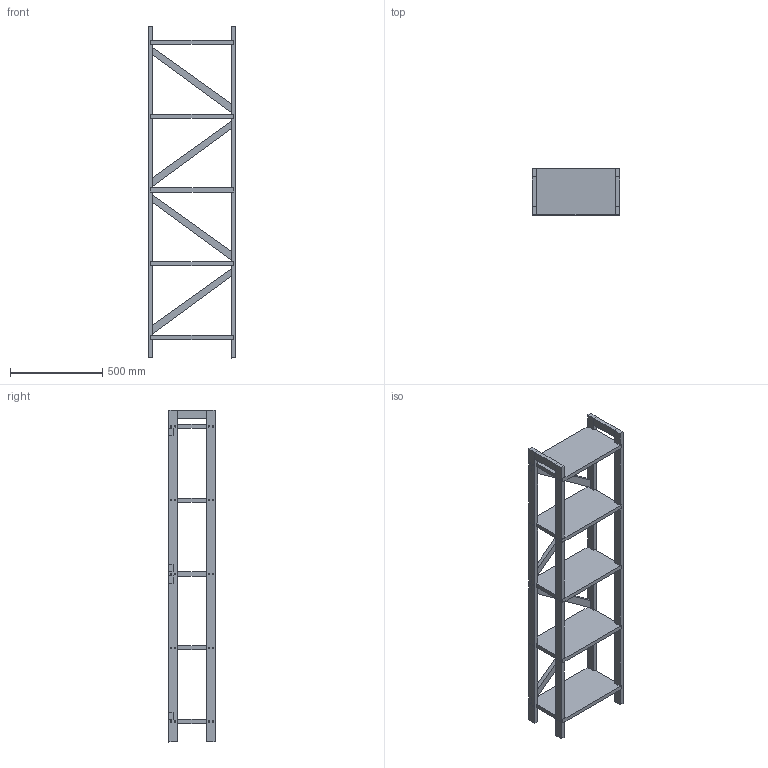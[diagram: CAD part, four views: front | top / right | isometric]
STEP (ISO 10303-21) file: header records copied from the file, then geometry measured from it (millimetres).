
FILE_DESCRIPTION(('FreeCAD Model'),'2;1');
FILE_NAME('Open CASCADE Shape Model','2026-01-30T12:33:30',(''),(''), 'Open CASCADE STEP processor 7.7','FreeCAD','Unknown');
FILE_SCHEMA(('AUTOMOTIVE_DESIGN { 1 0 10303 214 1 1 1 1 }'));
Length unit declared in the file: millimetre
Products named in the file (14): EtagerePAU_traverse_02; Corps001; EtagerePAU-01-montant_001; EtagerePAU-01-etagere_001; EtagerePAU-01-montant_003; EtagerePAU-01-etagere_002; EtagerePAU-01-etagere_003; EtagerePAU-01-etagere_004; EtagerePAU-01-etagere_006; EtagerePAU-01.TraverseFCStd_001; EtagerePAU-01.TraverseFCStd_002; Groupe; Cut006; Cut007
Assembly tree (18 placements, depth 3):
  EtagerePAU_traverse_02
    Corps001  x4
    EtagerePAU-01-montant_001
    EtagerePAU-01-etagere_001
    EtagerePAU-01-montant_003
    EtagerePAU-01-etagere_002
    EtagerePAU-01-etagere_003
    EtagerePAU-01-etagere_004
    EtagerePAU-01-etagere_006
    EtagerePAU-01.TraverseFCStd_001
    EtagerePAU-01.TraverseFCStd_002
    Groupe
      Cut006
      Cut007
    Cut006
    Cut007
Bounding box: 474 x 250 x 1800 mm (x, y, z)
Volume: 24537894.2 mm3; surface area: 3061432.4 mm2
Topology: 17 solids, 17 shells, 474 faces, 1124 edges, 744 vertices
Faces by surface type: plane 354, cylinder 120
Full cylindrical faces by diameter (mm): 3.105 x60, 6.685 x60
Entity records: 9263 total; most frequent: DIRECTION 1528, CARTESIAN_POINT 1519, ORIENTED_EDGE 1436, EDGE_CURVE 718, LINE 558, VECTOR 558, AXIS2_PLACEMENT_3D 485, VERTEX_POINT 476
